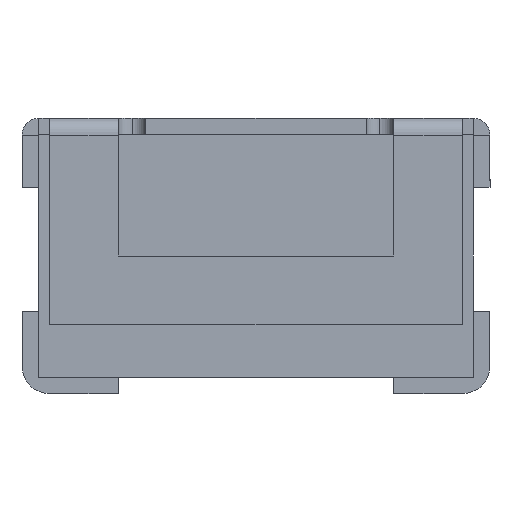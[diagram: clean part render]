
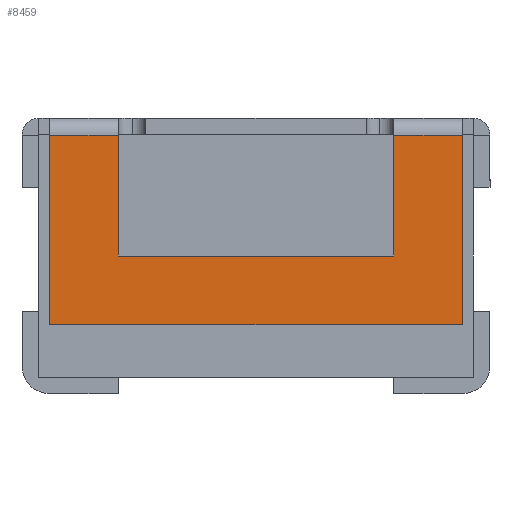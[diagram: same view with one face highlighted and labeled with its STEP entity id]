
A CAD part, left-side view. The second image highlights one B-rep face of the part: STEP entity #8459.
In plain terms, the highlighted planar face has unit normal (-1, 0, 0).
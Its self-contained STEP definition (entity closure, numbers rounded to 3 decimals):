
#74 = DIRECTION ( 'NONE',  ( 0., 0., -1. ) ) ;
#574 = VERTEX_POINT ( 'NONE', #1743 ) ;
#744 = CARTESIAN_POINT ( 'NONE',  ( -1.7, 0., 0.38 ) ) ;
#833 = ORIENTED_EDGE ( 'NONE', *, *, #10241, .T. ) ;
#1611 = EDGE_CURVE ( 'NONE', #21702, #574, #4849, .T. ) ;
#1743 = CARTESIAN_POINT ( 'NONE',  ( -1.7, 1., 1.759 ) ) ;
#1826 = DIRECTION ( 'NONE',  ( 1., 0., 0. ) ) ;
#2554 = EDGE_LOOP ( 'NONE', ( #18401, #13440, #17386, #23945, #833, #8976, #21968, #18780 ) ) ;
#3516 = LINE ( 'NONE', #10953, #22087 ) ;
#3813 = DIRECTION ( 'NONE',  ( 0., 0., -1. ) ) ;
#4341 = CARTESIAN_POINT ( 'NONE',  ( -1.7, 1., 0.88 ) ) ;
#4394 = CARTESIAN_POINT ( 'NONE',  ( -1.7, -1., 0.88 ) ) ;
#4494 = VERTEX_POINT ( 'NONE', #11164 ) ;
#4694 = LINE ( 'NONE', #24114, #22725 ) ;
#4849 = LINE ( 'NONE', #16424, #6159 ) ;
#4959 = CARTESIAN_POINT ( 'NONE',  ( -1.7, 1., 0.88 ) ) ;
#5372 = EDGE_CURVE ( 'NONE', #7914, #574, #8822, .T. ) ;
#6159 = VECTOR ( 'NONE', #10577, 1000. ) ;
#6406 = EDGE_CURVE ( 'NONE', #21322, #4494, #13472, .T. ) ;
#6476 = AXIS2_PLACEMENT_3D ( 'NONE', #16928, #1826, #74 ) ;
#7340 = DIRECTION ( 'NONE',  ( 0., 0., 1. ) ) ;
#7377 = CARTESIAN_POINT ( 'NONE',  ( -1.7, 1.5, 0.38 ) ) ;
#7397 = DIRECTION ( 'NONE',  ( 0., 0., 1. ) ) ;
#7414 = FACE_OUTER_BOUND ( 'NONE', #2554, .T. ) ;
#7704 = DIRECTION ( 'NONE',  ( 0., -1., 0. ) ) ;
#7914 = VERTEX_POINT ( 'NONE', #9404 ) ;
#8408 = VECTOR ( 'NONE', #18662, 1000. ) ;
#8459 = ADVANCED_FACE ( 'NONE', ( #7414 ), #11093, .F. ) ;
#8822 = LINE ( 'NONE', #4959, #16341 ) ;
#8976 = ORIENTED_EDGE ( 'NONE', *, *, #11778, .T. ) ;
#9083 = VECTOR ( 'NONE', #7704, 1000. ) ;
#9404 = CARTESIAN_POINT ( 'NONE',  ( -1.7, 1., 0.88 ) ) ;
#9488 = EDGE_CURVE ( 'NONE', #21702, #13688, #14754, .T. ) ;
#10241 = EDGE_CURVE ( 'NONE', #13688, #18836, #20885, .T. ) ;
#10438 = VECTOR ( 'NONE', #11788, 1000. ) ;
#10577 = DIRECTION ( 'NONE',  ( 0., -1., 0. ) ) ;
#10953 = CARTESIAN_POINT ( 'NONE',  ( -1.7, -1.5, 0. ) ) ;
#11093 = PLANE ( 'NONE',  #6476 ) ;
#11164 = CARTESIAN_POINT ( 'NONE',  ( -1.7, -1.5, 1.759 ) ) ;
#11778 = EDGE_CURVE ( 'NONE', #18836, #4494, #3516, .T. ) ;
#11788 = DIRECTION ( 'NONE',  ( 0., -1., 0. ) ) ;
#12676 = VERTEX_POINT ( 'NONE', #4394 ) ;
#12863 = EDGE_CURVE ( 'NONE', #7914, #12676, #21187, .T. ) ;
#13440 = ORIENTED_EDGE ( 'NONE', *, *, #5372, .T. ) ;
#13472 = LINE ( 'NONE', #18901, #8408 ) ;
#13688 = VERTEX_POINT ( 'NONE', #7377 ) ;
#14754 = LINE ( 'NONE', #20649, #15921 ) ;
#15030 = CARTESIAN_POINT ( 'NONE',  ( -1.7, 1.5, 1.759 ) ) ;
#15820 = CARTESIAN_POINT ( 'NONE',  ( -1.7, -1., 1.759 ) ) ;
#15921 = VECTOR ( 'NONE', #3813, 1000. ) ;
#16144 = DIRECTION ( 'NONE',  ( 0., 0., 1. ) ) ;
#16341 = VECTOR ( 'NONE', #16144, 1000. ) ;
#16391 = CARTESIAN_POINT ( 'NONE',  ( -1.7, -1.5, 0.38 ) ) ;
#16424 = CARTESIAN_POINT ( 'NONE',  ( -1.7, -1.5, 1.759 ) ) ;
#16928 = CARTESIAN_POINT ( 'NONE',  ( -1.7, 0., 0. ) ) ;
#17386 = ORIENTED_EDGE ( 'NONE', *, *, #1611, .F. ) ;
#18026 = EDGE_CURVE ( 'NONE', #12676, #21322, #4694, .T. ) ;
#18401 = ORIENTED_EDGE ( 'NONE', *, *, #12863, .F. ) ;
#18662 = DIRECTION ( 'NONE',  ( 0., -1., 0. ) ) ;
#18780 = ORIENTED_EDGE ( 'NONE', *, *, #18026, .F. ) ;
#18836 = VERTEX_POINT ( 'NONE', #16391 ) ;
#18901 = CARTESIAN_POINT ( 'NONE',  ( -1.7, -1.5, 1.759 ) ) ;
#20649 = CARTESIAN_POINT ( 'NONE',  ( -1.7, 1.5, 0. ) ) ;
#20885 = LINE ( 'NONE', #744, #9083 ) ;
#21187 = LINE ( 'NONE', #4341, #10438 ) ;
#21322 = VERTEX_POINT ( 'NONE', #15820 ) ;
#21702 = VERTEX_POINT ( 'NONE', #15030 ) ;
#21968 = ORIENTED_EDGE ( 'NONE', *, *, #6406, .F. ) ;
#22087 = VECTOR ( 'NONE', #7397, 1000. ) ;
#22725 = VECTOR ( 'NONE', #7340, 1000. ) ;
#23945 = ORIENTED_EDGE ( 'NONE', *, *, #9488, .T. ) ;
#24114 = CARTESIAN_POINT ( 'NONE',  ( -1.7, -1., 0.88 ) ) ;
